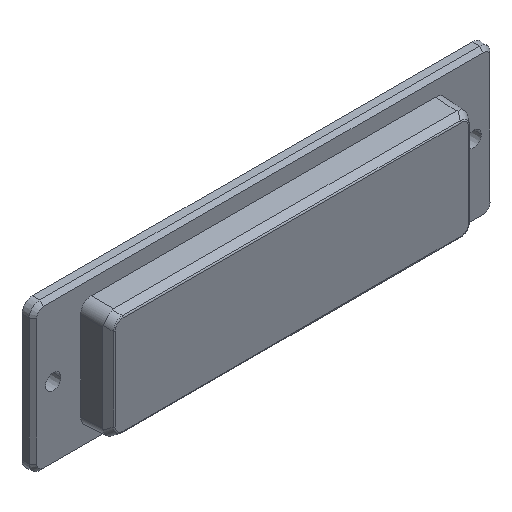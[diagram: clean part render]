
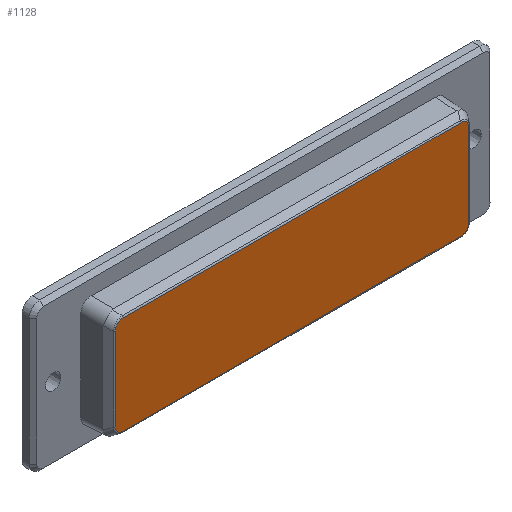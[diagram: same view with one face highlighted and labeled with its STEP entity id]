
A CAD part, isometric view. The second image highlights one B-rep face of the part: STEP entity #1128.
In plain terms, the highlighted planar face has unit normal (0, -1, 0).
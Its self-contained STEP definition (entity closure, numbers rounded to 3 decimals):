
#46=CARTESIAN_POINT('',(-49.16,-11.,-11.539));
#47=CARTESIAN_POINT('',(-49.16,-11.,-11.727));
#48=CARTESIAN_POINT('',(-49.121,-11.,-12.078));
#49=CARTESIAN_POINT('',(-48.966,-11.,-12.537));
#50=CARTESIAN_POINT('',(-48.728,-11.,-12.919));
#51=CARTESIAN_POINT('',(-48.419,-11.,-13.228));
#52=CARTESIAN_POINT('',(-48.036,-11.,-13.466));
#53=CARTESIAN_POINT('',(-47.578,-11.,-13.621));
#54=CARTESIAN_POINT('',(-47.227,-11.,-13.66));
#55=CARTESIAN_POINT('',(-47.039,-11.,-13.66));
#61=DIRECTION('',(0.,0.,-1.));
#62=VECTOR('',#61,23.079);
#63=CARTESIAN_POINT('',(-49.16,-11.,11.539));
#64=LINE('',#63,#62);
#68=CARTESIAN_POINT('',(-47.039,-11.,13.66));
#69=CARTESIAN_POINT('',(-47.227,-11.,13.66));
#70=CARTESIAN_POINT('',(-47.578,-11.,13.621));
#71=CARTESIAN_POINT('',(-48.037,-11.,13.466));
#72=CARTESIAN_POINT('',(-48.419,-11.,13.228));
#73=CARTESIAN_POINT('',(-48.728,-11.,12.919));
#74=CARTESIAN_POINT('',(-48.966,-11.,12.536));
#75=CARTESIAN_POINT('',(-49.121,-11.,12.078));
#76=CARTESIAN_POINT('',(-49.16,-11.,11.727));
#77=CARTESIAN_POINT('',(-49.16,-11.,11.539));
#82=DIRECTION('',(-1.,0.,0.));
#83=VECTOR('',#82,94.079);
#84=CARTESIAN_POINT('',(47.039,-11.,13.66));
#85=LINE('',#84,#83);
#89=CARTESIAN_POINT('',(49.16,-11.,11.539));
#90=CARTESIAN_POINT('',(49.16,-11.,11.727));
#91=CARTESIAN_POINT('',(49.121,-11.,12.078));
#92=CARTESIAN_POINT('',(48.966,-11.,12.537));
#93=CARTESIAN_POINT('',(48.728,-11.,12.919));
#94=CARTESIAN_POINT('',(48.419,-11.,13.228));
#95=CARTESIAN_POINT('',(48.036,-11.,13.466));
#96=CARTESIAN_POINT('',(47.578,-11.,13.621));
#97=CARTESIAN_POINT('',(47.227,-11.,13.66));
#98=CARTESIAN_POINT('',(47.039,-11.,13.66));
#103=DIRECTION('',(0.,0.,1.));
#104=VECTOR('',#103,23.079);
#105=CARTESIAN_POINT('',(49.16,-11.,-11.539));
#106=LINE('',#105,#104);
#110=CARTESIAN_POINT('',(47.039,-11.,-13.66));
#111=CARTESIAN_POINT('',(47.227,-11.,-13.66));
#112=CARTESIAN_POINT('',(47.578,-11.,-13.621));
#113=CARTESIAN_POINT('',(48.037,-11.,-13.466));
#114=CARTESIAN_POINT('',(48.419,-11.,-13.228));
#115=CARTESIAN_POINT('',(48.728,-11.,-12.919));
#116=CARTESIAN_POINT('',(48.966,-11.,-12.536));
#117=CARTESIAN_POINT('',(49.121,-11.,-12.078));
#118=CARTESIAN_POINT('',(49.16,-11.,-11.727));
#119=CARTESIAN_POINT('',(49.16,-11.,-11.539));
#124=DIRECTION('',(1.,0.,0.));
#125=VECTOR('',#124,94.079);
#126=CARTESIAN_POINT('',(-47.039,-11.,
-13.66));
#127=LINE('',#126,#125);
#1003=VERTEX_POINT('',#46);
#1004=VERTEX_POINT('',#55);
#1007=CARTESIAN_POINT('',(47.039,-11.,
-13.66));
#1008=VERTEX_POINT('',#1007);
#1011=VERTEX_POINT('',#119);
#1013=CARTESIAN_POINT('',(49.16,-11.,11.539));
#1014=VERTEX_POINT('',#1013);
#1017=VERTEX_POINT('',#98);
#1019=CARTESIAN_POINT('',(-47.039,-11.,
13.66));
#1020=VERTEX_POINT('',#1019);
#1023=VERTEX_POINT('',#77);
#1105=CARTESIAN_POINT('',(-51.,-11.,-15.5));
#1106=DIRECTION('',(0.,-1.,0.));
#1107=DIRECTION('',(1.,0.,0.));
#1108=AXIS2_PLACEMENT_3D('',#1105,#1106,#1107);
#1109=PLANE('',#1108);
#1111=ORIENTED_EDGE('',*,*,#1110,.F.);
#1113=ORIENTED_EDGE('',*,*,#1112,.F.);
#1115=ORIENTED_EDGE('',*,*,#1114,.F.);
#1117=ORIENTED_EDGE('',*,*,#1116,.F.);
#1119=ORIENTED_EDGE('',*,*,#1118,.F.);
#1121=ORIENTED_EDGE('',*,*,#1120,.F.);
#1123=ORIENTED_EDGE('',*,*,#1122,.F.);
#1125=ORIENTED_EDGE('',*,*,#1124,.F.);
#1126=EDGE_LOOP('',(#1111,#1113,#1115,#1117,#1119,#1121,#1123,#1125));
#1127=FACE_OUTER_BOUND('',#1126,.F.);
#1128=ADVANCED_FACE('',(#1127),#1109,.T.);
#56=B_SPLINE_CURVE_WITH_KNOTS('',3,(#46,#47,#48,#49,#50,#51,#52,#53,#54,#55),
.UNSPECIFIED.,.F.,.F.,(4,1,1,1,1,1,1,4),(0.,0.143,
0.286,0.429,0.571,0.714,
0.857,1.),.UNSPECIFIED.);
#78=B_SPLINE_CURVE_WITH_KNOTS('',3,(#68,#69,#70,#71,#72,#73,#74,#75,#76,#77),
.UNSPECIFIED.,.F.,.F.,(4,1,1,1,1,1,1,4),(0.,0.143,
0.286,0.429,0.571,0.714,
0.857,1.),.UNSPECIFIED.);
#99=B_SPLINE_CURVE_WITH_KNOTS('',3,(#89,#90,#91,#92,#93,#94,#95,#96,#97,#98),
.UNSPECIFIED.,.F.,.F.,(4,1,1,1,1,1,1,4),(0.,0.143,
0.286,0.429,0.571,0.714,
0.857,1.),.UNSPECIFIED.);
#120=B_SPLINE_CURVE_WITH_KNOTS('',3,(#110,#111,#112,#113,#114,#115,#116,#117,
#118,#119),.UNSPECIFIED.,.F.,.F.,(4,1,1,1,1,1,1,4),(0.,0.143,
0.286,0.429,0.571,0.714,
0.857,1.),.UNSPECIFIED.);
#1110=EDGE_CURVE('',#1003,#1004,#56,.T.);
#1112=EDGE_CURVE('',#1023,#1003,#64,.T.);
#1114=EDGE_CURVE('',#1020,#1023,#78,.T.);
#1116=EDGE_CURVE('',#1017,#1020,#85,.T.);
#1118=EDGE_CURVE('',#1014,#1017,#99,.T.);
#1120=EDGE_CURVE('',#1011,#1014,#106,.T.);
#1122=EDGE_CURVE('',#1008,#1011,#120,.T.);
#1124=EDGE_CURVE('',#1004,#1008,#127,.T.);
